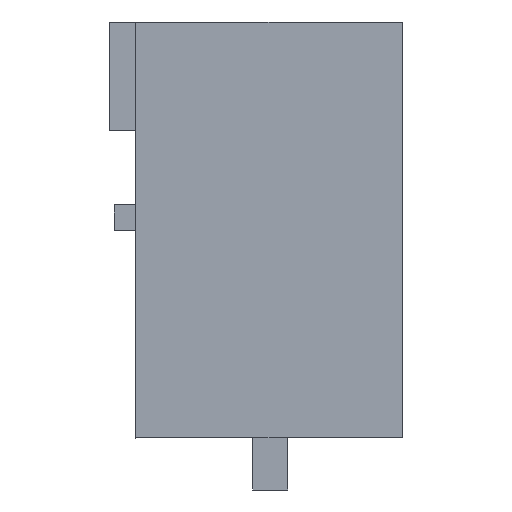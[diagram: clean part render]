
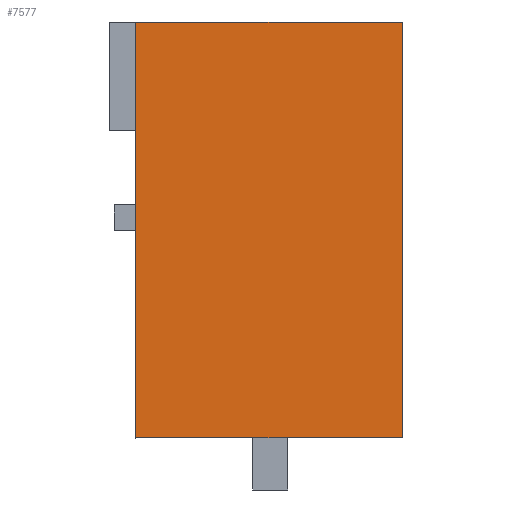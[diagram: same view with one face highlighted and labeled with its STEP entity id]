
A CAD part, left-side view. The second image highlights one B-rep face of the part: STEP entity #7577.
In plain terms, the highlighted planar face has unit normal (-1, 0, 0).
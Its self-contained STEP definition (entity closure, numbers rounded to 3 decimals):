
#7569=AXIS2_PLACEMENT_3D('Plane Axis2P3D',#7566,#7567,#7568) ;
#519=CARTESIAN_POINT('Vertex',(0.,7.68,1.5)) ;
#522=CARTESIAN_POINT('Line Origine',(0.,7.68,7.5)) ;
#526=CARTESIAN_POINT('Vertex',(0.,7.68,13.5)) ;
#1510=CARTESIAN_POINT('Vertex',(0.,0.,13.5)) ;
#1537=CARTESIAN_POINT('Line Origine',(0.,3.84,13.5)) ;
#2491=CARTESIAN_POINT('Vertex',(0.,0.,1.5)) ;
#2494=CARTESIAN_POINT('Line Origine',(0.,3.84,1.5)) ;
#3781=CARTESIAN_POINT('Line Origine',(0.,0.,7.5)) ;
#7566=CARTESIAN_POINT('Axis2P3D Location',(0.,7.68,13.5)) ;
#523=DIRECTION('Vector Direction',(0.,0.,-1.)) ;
#1538=DIRECTION('Vector Direction',(0.,-1.,0.)) ;
#2495=DIRECTION('Vector Direction',(0.,-1.,0.)) ;
#3782=DIRECTION('Vector Direction',(0.,0.,-1.)) ;
#7567=DIRECTION('Axis2P3D Direction',(1.,0.,0.)) ;
#7568=DIRECTION('Axis2P3D XDirection',(0.,-1.,0.)) ;
#524=VECTOR('Line Direction',#523,1.) ;
#1539=VECTOR('Line Direction',#1538,1.) ;
#2496=VECTOR('Line Direction',#2495,1.) ;
#3783=VECTOR('Line Direction',#3782,1.) ;
#7572=ORIENTED_EDGE('',*,*,#2498,.T.) ;
#7573=ORIENTED_EDGE('',*,*,#3785,.F.) ;
#7574=ORIENTED_EDGE('',*,*,#1541,.T.) ;
#7575=ORIENTED_EDGE('',*,*,#528,.T.) ;
#7577=ADVANCED_FACE('Body',(#7576),#7570,.F.) ;
#528=EDGE_CURVE('',#527,#520,#525,.T.) ;
#1541=EDGE_CURVE('',#1511,#527,#1540,.F.) ;
#2498=EDGE_CURVE('',#520,#2492,#2497,.T.) ;
#3785=EDGE_CURVE('',#1511,#2492,#3784,.T.) ;
#7571=EDGE_LOOP('',(#7572,#7573,#7574,#7575)) ;
#7576=FACE_OUTER_BOUND('',#7571,.T.) ;
#525=LINE('Line',#522,#524) ;
#1540=LINE('Line',#1537,#1539) ;
#2497=LINE('Line',#2494,#2496) ;
#3784=LINE('Line',#3781,#3783) ;
#7570=PLANE('',#7569) ;
#520=VERTEX_POINT('',#519) ;
#527=VERTEX_POINT('',#526) ;
#1511=VERTEX_POINT('',#1510) ;
#2492=VERTEX_POINT('',#2491) ;
